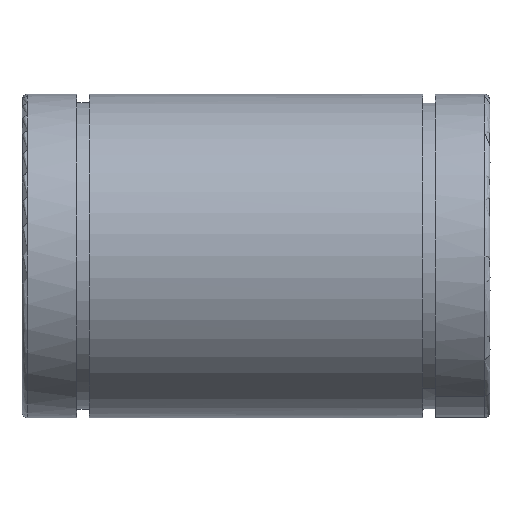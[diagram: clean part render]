
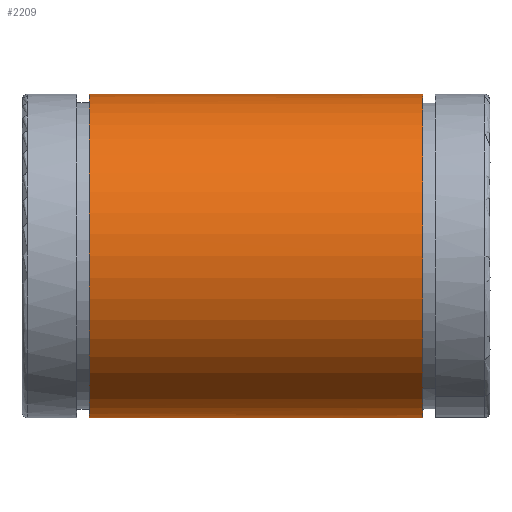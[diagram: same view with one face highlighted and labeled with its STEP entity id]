
A CAD part, front view. The second image highlights one B-rep face of the part: STEP entity #2209.
In plain terms, the highlighted cylindrical face has radius 23.5 mm (diameter 47 mm), a partial arc.
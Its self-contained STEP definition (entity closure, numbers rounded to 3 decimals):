
#2201=AXIS2_PLACEMENT_3D('Cylinder Axis2P3D',#2198,#2199,#2200) ;
#948=CARTESIAN_POINT('Line Origine',(34.,0.,-23.5)) ;
#952=CARTESIAN_POINT('Vertex',(9.8,0.,-23.5)) ;
#954=CARTESIAN_POINT('Vertex',(58.2,0.,-23.5)) ;
#980=CARTESIAN_POINT('Control Point',(9.8,0.,23.5)) ;
#981=CARTESIAN_POINT('Control Point',(9.8,-2.137,23.5)) ;
#982=CARTESIAN_POINT('Control Point',(9.8,-4.275,23.257)) ;
#983=CARTESIAN_POINT('Control Point',(9.8,-6.375,22.771)) ;
#984=CARTESIAN_POINT('Control Point',(9.8,-10.429,21.33)) ;
#985=CARTESIAN_POINT('Control Point',(9.8,-14.056,19.016)) ;
#986=CARTESIAN_POINT('Control Point',(9.8,-15.729,17.656)) ;
#987=CARTESIAN_POINT('Control Point',(9.8,-18.738,14.581)) ;
#988=CARTESIAN_POINT('Control Point',(9.8,-20.98,10.909)) ;
#989=CARTESIAN_POINT('Control Point',(9.8,-21.886,8.953)) ;
#990=CARTESIAN_POINT('Control Point',(9.8,-23.239,4.868)) ;
#991=CARTESIAN_POINT('Control Point',(9.8,-23.639,0.585)) ;
#992=CARTESIAN_POINT('Control Point',(9.8,-23.594,-1.571)) ;
#993=CARTESIAN_POINT('Control Point',(9.8,-23.015,-5.834)) ;
#994=CARTESIAN_POINT('Control Point',(9.8,-21.494,-9.858)) ;
#995=CARTESIAN_POINT('Control Point',(9.8,-20.506,-11.775)) ;
#996=CARTESIAN_POINT('Control Point',(9.8,-18.113,-15.35)) ;
#997=CARTESIAN_POINT('Control Point',(9.8,-14.979,-18.297)) ;
#998=CARTESIAN_POINT('Control Point',(9.8,-13.25,-19.586)) ;
#999=CARTESIAN_POINT('Control Point',(9.8,-9.701,-21.647)) ;
#1000=CARTESIAN_POINT('Control Point',(9.8,-5.796,-22.899)) ;
#1001=CARTESIAN_POINT('Control Point',(9.8,-3.882,-23.3)) ;
#1002=CARTESIAN_POINT('Control Point',(9.8,-1.941,-23.5)) ;
#1003=CARTESIAN_POINT('Control Point',(9.8,0.,-23.5)) ;
#1004=CARTESIAN_POINT('Vertex',(9.8,0.,23.5)) ;
#2028=CARTESIAN_POINT('Vertex',(58.2,0.,23.5)) ;
#2032=CARTESIAN_POINT('Control Point',(58.2,0.,-23.5)) ;
#2033=CARTESIAN_POINT('Control Point',(58.2,-2.137,-23.5)) ;
#2034=CARTESIAN_POINT('Control Point',(58.2,-4.275,-23.257)) ;
#2035=CARTESIAN_POINT('Control Point',(58.2,-6.375,-22.771)) ;
#2036=CARTESIAN_POINT('Control Point',(58.2,-10.429,-21.33)) ;
#2037=CARTESIAN_POINT('Control Point',(58.2,-14.056,-19.016)) ;
#2038=CARTESIAN_POINT('Control Point',(58.2,-15.729,-17.656)) ;
#2039=CARTESIAN_POINT('Control Point',(58.2,-18.738,-14.581)) ;
#2040=CARTESIAN_POINT('Control Point',(58.2,-20.98,-10.909)) ;
#2041=CARTESIAN_POINT('Control Point',(58.2,-21.886,-8.953)) ;
#2042=CARTESIAN_POINT('Control Point',(58.2,-23.239,-4.868)) ;
#2043=CARTESIAN_POINT('Control Point',(58.2,-23.639,-0.585)) ;
#2044=CARTESIAN_POINT('Control Point',(58.2,-23.594,1.571)) ;
#2045=CARTESIAN_POINT('Control Point',(58.2,-23.015,5.834)) ;
#2046=CARTESIAN_POINT('Control Point',(58.2,-21.494,9.858)) ;
#2047=CARTESIAN_POINT('Control Point',(58.2,-20.506,11.775)) ;
#2048=CARTESIAN_POINT('Control Point',(58.2,-18.113,15.35)) ;
#2049=CARTESIAN_POINT('Control Point',(58.2,-14.979,18.297)) ;
#2050=CARTESIAN_POINT('Control Point',(58.2,-13.25,19.586)) ;
#2051=CARTESIAN_POINT('Control Point',(58.2,-9.701,21.647)) ;
#2052=CARTESIAN_POINT('Control Point',(58.2,-5.796,22.899)) ;
#2053=CARTESIAN_POINT('Control Point',(58.2,-3.882,23.3)) ;
#2054=CARTESIAN_POINT('Control Point',(58.2,-1.941,23.5)) ;
#2055=CARTESIAN_POINT('Control Point',(58.2,0.,23.5)) ;
#2068=CARTESIAN_POINT('Line Origine',(34.,0.,23.5)) ;
#2198=CARTESIAN_POINT('Axis2P3D Location',(34.,0.,0.)) ;
#949=DIRECTION('Vector Direction',(1.,0.,0.)) ;
#2069=DIRECTION('Vector Direction',(1.,0.,0.)) ;
#2199=DIRECTION('Axis2P3D Direction',(1.,0.,0.)) ;
#2200=DIRECTION('Axis2P3D XDirection',(0.,0.,1.)) ;
#950=VECTOR('Line Direction',#949,1.) ;
#2070=VECTOR('Line Direction',#2069,1.) ;
#2204=ORIENTED_EDGE('',*,*,#956,.T.) ;
#2205=ORIENTED_EDGE('',*,*,#2056,.T.) ;
#2206=ORIENTED_EDGE('',*,*,#2072,.T.) ;
#2207=ORIENTED_EDGE('',*,*,#1006,.T.) ;
#2209=ADVANCED_FACE('',(#2208),#2202,.T.) ;
#979=B_SPLINE_CURVE_WITH_KNOTS('',5,(#980,#981,#982,#983,#984,#985,#986,#987,#988,#989,#990,#991,#992,#993,#994,#995,#996,#997,#998,#999,#1000,#1001,#1002,#1003),.UNSPECIFIED.,.F.,.U.,(6,3,3,3,3,3,3,6),(0.,15.113,30.227,45.34,60.454,75.567,90.681,104.407),.UNSPECIFIED.) ;
#2031=B_SPLINE_CURVE_WITH_KNOTS('',5,(#2032,#2033,#2034,#2035,#2036,#2037,#2038,#2039,#2040,#2041,#2042,#2043,#2044,#2045,#2046,#2047,#2048,#2049,#2050,#2051,#2052,#2053,#2054,#2055),.UNSPECIFIED.,.F.,.U.,(6,3,3,3,3,3,3,6),(0.,15.113,30.227,45.34,60.454,75.567,90.681,104.407),.UNSPECIFIED.) ;
#2202=CYLINDRICAL_SURFACE('generated cylinder',#2201,23.5) ;
#956=EDGE_CURVE('',#953,#955,#951,.T.) ;
#1006=EDGE_CURVE('',#1005,#953,#979,.T.) ;
#2056=EDGE_CURVE('',#955,#2029,#2031,.T.) ;
#2072=EDGE_CURVE('',#2029,#1005,#2071,.F.) ;
#2203=EDGE_LOOP('',(#2204,#2205,#2206,#2207)) ;
#2208=FACE_OUTER_BOUND('',#2203,.T.) ;
#951=LINE('Line',#948,#950) ;
#2071=LINE('Line',#2068,#2070) ;
#953=VERTEX_POINT('',#952) ;
#955=VERTEX_POINT('',#954) ;
#1005=VERTEX_POINT('',#1004) ;
#2029=VERTEX_POINT('',#2028) ;
